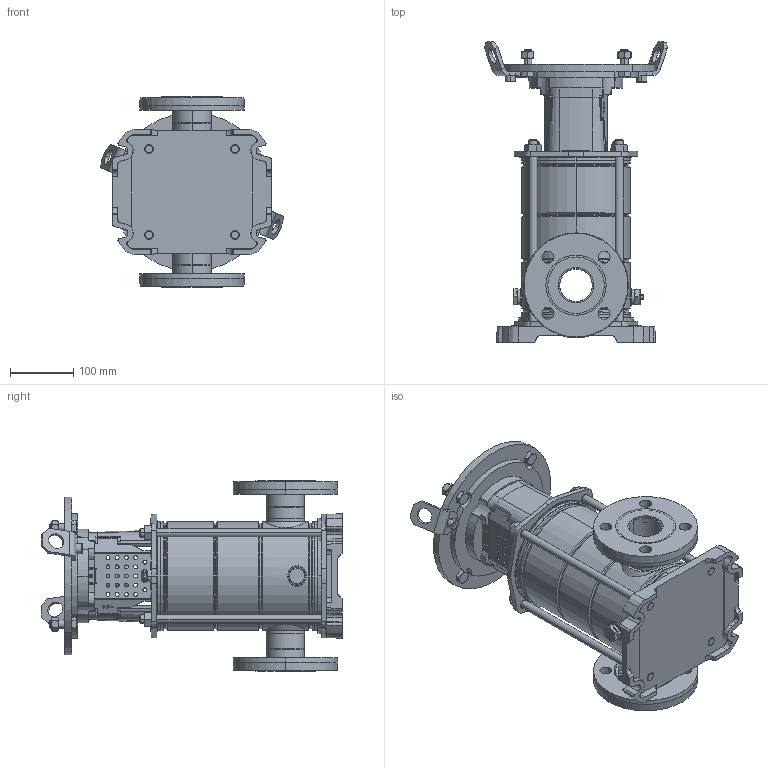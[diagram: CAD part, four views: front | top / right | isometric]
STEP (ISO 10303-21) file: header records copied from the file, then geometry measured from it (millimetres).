
FILE_DESCRIPTION (( 'STEP AP214' ), '1' );
FILE_NAME ('10007581swa00.step', '2019-10-30T10:40:00', ( 'Admin' ), ( 'HP Inc.' ), 'SwSTEP 2.0', 'SolidWorks 2019', '' );
FILE_SCHEMA (( 'AUTOMOTIVE_DESIGN' ));
Length unit declared in the file: millimetre
Products named in the file (18): 3.92.270swp01_3.92.270 Semplificato; 4.92.222swp03_DN50 semplificato; 10007515swa00; 10000022swn00_M12x35 UNI 5737 6.8; 3.92.269swp01_3_92_269_Sempl.; 4.92.204swp01_VERSIONE MACCHINA UTENSILE; 10007581swa00; 10007431swp00_Flangia mot.112; 4.92.211swp01; 4.92.027swp03_4_92_027_AISI304; 4.92.223swp01_M14 X 309; 10000006swn00_M14 A2-70; 4.92.225swp04; 10000005swn00_M12 õ; 3.92.244swp01_Semplificato; 4.92.212swp01; 3.92.277swp01_2001 Sempl.; 10000033swn00_M10x14 A2
Assembly tree (34 placements, depth 3):
  10007581swa00
    10007515swa00
      3.92.244swp01_Semplificato
      3.92.277swp01_2001 Sempl.
      3.92.269swp01_3_92_269_Sempl.
      4.92.223swp01_M14 X 309  x4
      10007431swp00_Flangia mot.112
      4.92.027swp03_4_92_027_AISI304
      10000006swn00_M14 A2-70  x4
      3.92.270swp01_3.92.270 Semplificato
      4.92.204swp01_VERSIONE MACCHINA UTENSILE  x2
      4.92.222swp03_DN50 semplificato  x2
      4.92.212swp01
      4.92.225swp04  x2
      4.92.211swp01  x2
      10000033swn00_M10x14 A2  x2
    10000022swn00_M12x35 UNI 5737 6.8  x4
    10000005swn00_M12 õ  x4
Bounding box: 287.73 x 474.34 x 300 mm (x, y, z)
Volume: 9404041 mm3; surface area: 1077440.6 mm2
Topology: 41 solids, 44 shells, 2159 faces, 5300 edges, 3329 vertices
Faces by surface type: plane 771, cone 573, cylinder 572, torus 147, bspline 96
Entity records: 55228 total; most frequent: CARTESIAN_POINT 14325, DIRECTION 8269, ORIENTED_EDGE 7972, EDGE_CURVE 3986, AXIS2_PLACEMENT_3D 3226, VERTEX_POINT 2528, EDGE_LOOP 1838, LINE 1817
